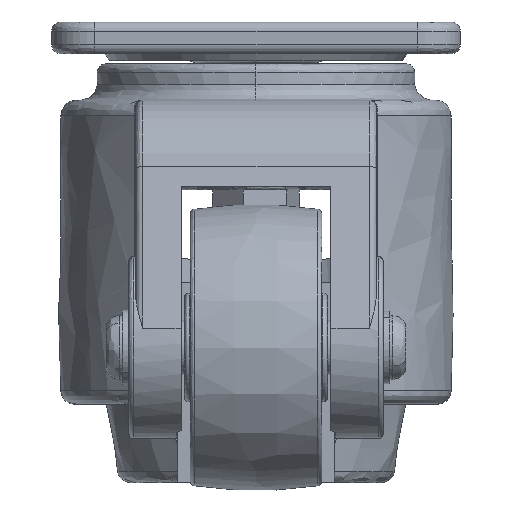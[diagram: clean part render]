
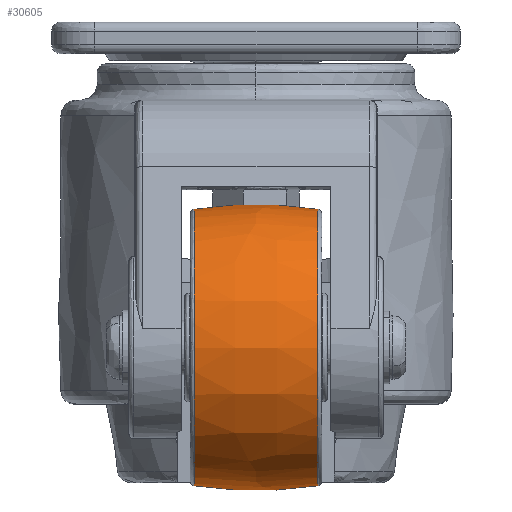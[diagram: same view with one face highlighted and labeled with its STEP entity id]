
A CAD part, left-side view. The second image highlights one B-rep face of the part: STEP entity #30605.
In plain terms, the highlighted free-form (B-spline) face has degree [3, 3] with [4, 4] control points.
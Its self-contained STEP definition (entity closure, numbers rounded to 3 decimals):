
#1557 = CARTESIAN_POINT ( 'NONE',  ( 6.17, -59.019, -73.521 ) ) ;
#3782 = EDGE_CURVE ( 'NONE', #8718, #10409, #13798, .T. ) ;
#4117 = CARTESIAN_POINT ( 'NONE',  ( -54.747, -45.367, 15.438 ) ) ;
#4372 = CARTESIAN_POINT ( 'NONE',  ( -54.747, -72.67, 15.438 ) ) ;
#4940 = DIRECTION ( 'NONE',  ( -1., 0., 0. ) ) ;
#7632 = CARTESIAN_POINT ( 'NONE',  ( 6.17, -45.367, 15.438 ) ) ;
#7712 = CARTESIAN_POINT ( 'NONE',  ( -57.53, -54.433, 16.829 ) ) ;
#8461 = CARTESIAN_POINT ( 'NONE',  ( 6.17, -72.67, -45.479 ) ) ;
#8718 = VERTEX_POINT ( 'NONE', #7632 ) ;
#8862 = AXIS2_PLACEMENT_3D ( 'NONE', #32647, #43932, #9023 ) ;
#9023 = DIRECTION ( 'NONE',  ( 0., 0., 1. ) ) ;
#9929 = EDGE_LOOP ( 'NONE', ( #17679, #33449, #44630, #22610 ) ) ;
#10377 = EDGE_CURVE ( 'NONE', #15630, #8718, #42530, .T. ) ;
#10409 = VERTEX_POINT ( 'NONE', #13401 ) ;
#10857 = VERTEX_POINT ( 'NONE', #23573 ) ;
#11335 = FACE_OUTER_BOUND ( 'NONE', #9929, .T. ) ;
#11834 = CARTESIAN_POINT ( 'NONE',  ( 6.17, -45.367, -45.479 ) ) ;
#12069 = CARTESIAN_POINT ( 'NONE',  ( 6.17, -63.605, -46.871 ) ) ;
#12930 = CARTESIAN_POINT ( 'NONE',  ( 6.17, -72.67, 15.438 ) ) ;
#13401 = CARTESIAN_POINT ( 'NONE',  ( 6.17, -45.367, -45.479 ) ) ;
#13798 = CIRCLE ( 'NONE', #8862, 30.459 ) ;
#15630 = VERTEX_POINT ( 'NONE', #12930 ) ;
#16587 = CARTESIAN_POINT ( 'NONE',  ( 6.17, -72.67, -15.021 ) ) ;
#16676 = AXIS2_PLACEMENT_3D ( 'NONE', #21630, #4940, #28547 ) ;
#17251 = DIRECTION ( 'NONE',  ( -1., 0., 0. ) ) ;
#17679 = ORIENTED_EDGE ( 'NONE', *, *, #30115, .T. ) ;
#19799 = CARTESIAN_POINT ( 'NONE',  ( -57.53, -63.605, -46.871 ) ) ;
#20278 = CARTESIAN_POINT ( 'NONE',  ( 6.17, -63.605, 16.829 ) ) ;
#21582 = CIRCLE ( 'NONE', #16676, 90. ) ;
#21630 = CARTESIAN_POINT ( 'NONE',  ( 6.17, -59.019, 43.479 ) ) ;
#22610 = ORIENTED_EDGE ( 'NONE', *, *, #3782, .T. ) ;
#23573 = CARTESIAN_POINT ( 'NONE',  ( 6.17, -72.67, -45.479 ) ) ;
#23877 = CARTESIAN_POINT ( 'NONE',  ( -57.53, -54.433, -46.871 ) ) ;
#24947 =( BOUNDED_SURFACE ( )  B_SPLINE_SURFACE ( 3, 3, ( 
 ( #50597, #4372, #43629, #8461 ),
 ( #20278, #42875, #19799, #12069 ),
 ( #39275, #7712, #23877, #46476 ),
 ( #31093, #4117, #35933, #11834 ) ),
 .UNSPECIFIED., .F., .F., .F. ) 
 B_SPLINE_SURFACE_WITH_KNOTS ( ( 4, 4 ),
 ( 4, 4 ),
 ( 0., 1. ),
 ( 0., 1. ),
 .UNSPECIFIED. ) 
 GEOMETRIC_REPRESENTATION_ITEM ( )  RATIONAL_B_SPLINE_SURFACE ( (
 ( 1., 0.333, 0.333, 1.),
 ( 0.992, 0.331, 0.331, 0.992),
 ( 0.992, 0.331, 0.331, 0.992),
 ( 1., 0.333, 0.333, 1.) ) ) 
 REPRESENTATION_ITEM ( '' )  SURFACE ( )  );
#28547 = DIRECTION ( 'NONE',  ( 0., 0., -1. ) ) ;
#28622 = AXIS2_PLACEMENT_3D ( 'NONE', #1557, #17251, #48553 ) ;
#30115 = EDGE_CURVE ( 'NONE', #10409, #10857, #21582, .T. ) ;
#30605 = ADVANCED_FACE ( 'NONE', ( #11335 ), #24947, .T. ) ;
#31093 = CARTESIAN_POINT ( 'NONE',  ( 6.17, -45.367, 15.438 ) ) ;
#32244 = DIRECTION ( 'NONE',  ( 0., 1., 0. ) ) ;
#32270 = EDGE_CURVE ( 'NONE', #10857, #15630, #32306, .T. ) ;
#32306 = CIRCLE ( 'NONE', #42114, 30.459 ) ;
#32647 = CARTESIAN_POINT ( 'NONE',  ( 6.17, -45.367, -15.021 ) ) ;
#33449 = ORIENTED_EDGE ( 'NONE', *, *, #32270, .T. ) ;
#35933 = CARTESIAN_POINT ( 'NONE',  ( -54.747, -45.367, -45.479 ) ) ;
#39275 = CARTESIAN_POINT ( 'NONE',  ( 6.17, -54.433, 16.829 ) ) ;
#42114 = AXIS2_PLACEMENT_3D ( 'NONE', #16587, #32244, #47882 ) ;
#42530 = CIRCLE ( 'NONE', #28622, 90. ) ;
#42875 = CARTESIAN_POINT ( 'NONE',  ( -57.53, -63.605, 16.829 ) ) ;
#43629 = CARTESIAN_POINT ( 'NONE',  ( -54.747, -72.67, -45.479 ) ) ;
#43932 = DIRECTION ( 'NONE',  ( 0., -1., 0. ) ) ;
#44630 = ORIENTED_EDGE ( 'NONE', *, *, #10377, .T. ) ;
#46476 = CARTESIAN_POINT ( 'NONE',  ( 6.17, -54.433, -46.871 ) ) ;
#47882 = DIRECTION ( 'NONE',  ( 0., 0., 1. ) ) ;
#48553 = DIRECTION ( 'NONE',  ( 0., 0., 1. ) ) ;
#50597 = CARTESIAN_POINT ( 'NONE',  ( 6.17, -72.67, 15.438 ) ) ;
